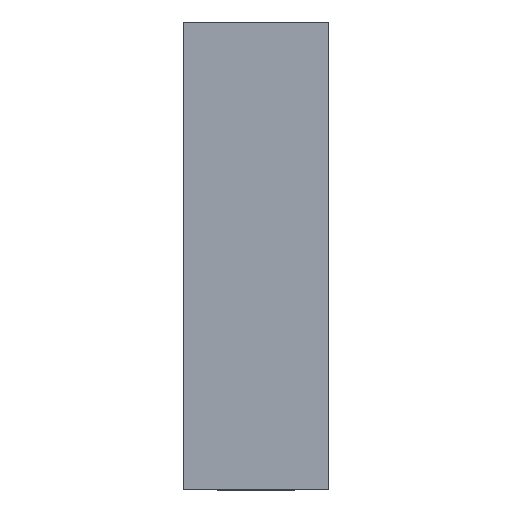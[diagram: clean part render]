
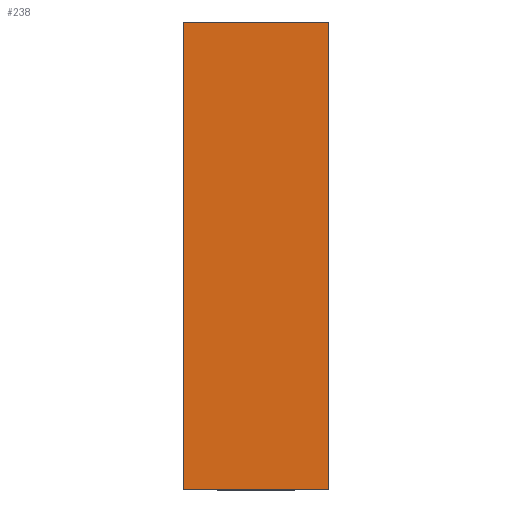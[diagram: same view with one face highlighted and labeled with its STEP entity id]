
A CAD part, top view. The second image highlights one B-rep face of the part: STEP entity #238.
In plain terms, the highlighted planar face has unit normal (0, 0, 1).
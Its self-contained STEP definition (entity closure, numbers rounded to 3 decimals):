
#2 = VERTEX_POINT ( 'NONE', #371 ) ;
#13 = EDGE_CURVE ( 'NONE', #2, #23, #619, .T. ) ;
#23 = VERTEX_POINT ( 'NONE', #600 ) ;
#31 = VECTOR ( 'NONE', #404, 1000. ) ;
#34 = CARTESIAN_POINT ( 'NONE',  ( 510.5, 0., 120. ) ) ;
#41 = FACE_OUTER_BOUND ( 'NONE', #530, .T. ) ;
#83 = LINE ( 'NONE', #34, #220 ) ;
#87 = LINE ( 'NONE', #346, #31 ) ;
#95 = VECTOR ( 'NONE', #514, 1000. ) ;
#146 = ORIENTED_EDGE ( 'NONE', *, *, #13, .F. ) ;
#148 = ORIENTED_EDGE ( 'NONE', *, *, #524, .F. ) ;
#152 = DIRECTION ( 'NONE',  ( 0., 0., -1. ) ) ;
#191 = VERTEX_POINT ( 'NONE', #260 ) ;
#220 = VECTOR ( 'NONE', #477, 1000. ) ;
#238 = ADVANCED_FACE ( 'NONE', ( #41 ), #706, .F. ) ;
#260 = CARTESIAN_POINT ( 'NONE',  ( 495.5, 0., 120. ) ) ;
#346 = CARTESIAN_POINT ( 'NONE',  ( 0., 1995., 120. ) ) ;
#371 = CARTESIAN_POINT ( 'NONE',  ( -124.5, 0., 120. ) ) ;
#386 = ORIENTED_EDGE ( 'NONE', *, *, #634, .F. ) ;
#404 = DIRECTION ( 'NONE',  ( 1., 0., 0. ) ) ;
#418 = DIRECTION ( 'NONE',  ( -1., 0., 0. ) ) ;
#424 = CARTESIAN_POINT ( 'NONE',  ( 495.5, 0., 120. ) ) ;
#446 = EDGE_CURVE ( 'NONE', #23, #467, #87, .T. ) ;
#467 = VERTEX_POINT ( 'NONE', #644 ) ;
#477 = DIRECTION ( 'NONE',  ( -1., 0., 0. ) ) ;
#487 = AXIS2_PLACEMENT_3D ( 'NONE', #703, #152, #418 ) ;
#490 = DIRECTION ( 'NONE',  ( 0., -1., 0. ) ) ;
#505 = VECTOR ( 'NONE', #490, 1000. ) ;
#514 = DIRECTION ( 'NONE',  ( 0., 1., 0. ) ) ;
#524 = EDGE_CURVE ( 'NONE', #467, #191, #628, .T. ) ;
#530 = EDGE_LOOP ( 'NONE', ( #148, #707, #146, #386 ) ) ;
#600 = CARTESIAN_POINT ( 'NONE',  ( -124.5, 1995., 120. ) ) ;
#619 = LINE ( 'NONE', #665, #95 ) ;
#628 = LINE ( 'NONE', #424, #505 ) ;
#634 = EDGE_CURVE ( 'NONE', #191, #2, #83, .T. ) ;
#644 = CARTESIAN_POINT ( 'NONE',  ( 495.5, 1995., 120. ) ) ;
#665 = CARTESIAN_POINT ( 'NONE',  ( -124.5, 0., 120. ) ) ;
#703 = CARTESIAN_POINT ( 'NONE',  ( 0., 0., 120. ) ) ;
#706 = PLANE ( 'NONE',  #487 ) ;
#707 = ORIENTED_EDGE ( 'NONE', *, *, #446, .F. ) ;
